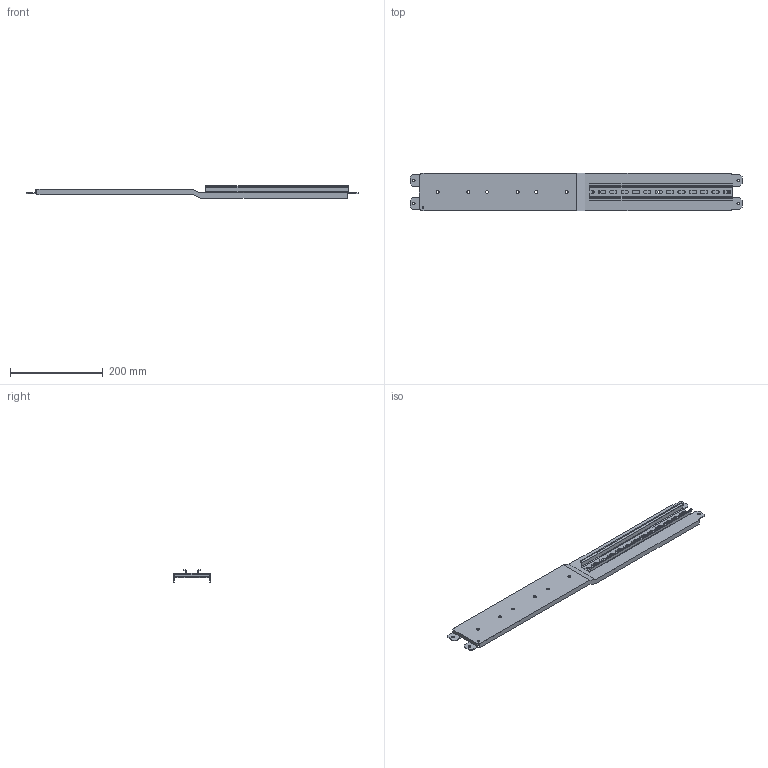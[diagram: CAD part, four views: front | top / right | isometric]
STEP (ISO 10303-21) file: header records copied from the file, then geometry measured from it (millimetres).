
FILE_DESCRIPTION((''),'2;1');
FILE_NAME('PM_3_H00_M_ASM_1_ASM','2023-02-10T08:57:22',('klemen.sitar'),('Audax d.o.o.'),'CREO PARAMETRIC BY PTC INC, 2021304','CREO PARAMETRIC BY PTC INC, 2021304','');
FILE_SCHEMA(('AP242_MANAGED_MODEL_BASED_3D_ENGINEERING_MIM_LF { 1 0 10303 442 1 1 4 }'));
Length unit declared in the file: millimetre
Products named in the file (3): OPEN_CASCADE_STEP_TRANSLA-16669; PRT0006; PM_3_H00_M_ASM_1_ASM
Assembly tree (2 placements, depth 2):
  PM_3_H00_M_ASM_1_ASM
    OPEN_CASCADE_STEP_TRANSLA-16669
    PRT0006
Bounding box: 716 x 81.4 x 26 mm (x, y, z)
Volume: 163045.5 mm3; surface area: 177469.1 mm2
Topology: 2 solids, 2 shells, 156 faces, 504 edges, 352 vertices
Faces by surface type: plane 89, cylinder 67
Entity records: 8965 total; most frequent: CARTESIAN_POINT 1024, DIRECTION 1010, ORIENTED_EDGE 1008, PRESENTATION_STYLE_ASSIGNMENT 662, STYLED_ITEM 662, CURVE_STYLE 504, EDGE_CURVE 504, VERTEX_POINT 352
